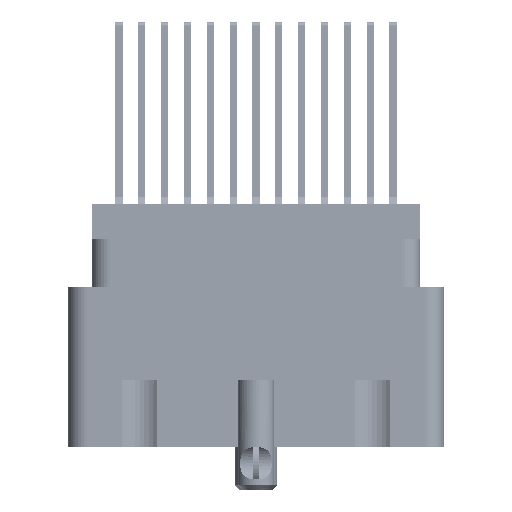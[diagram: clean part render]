
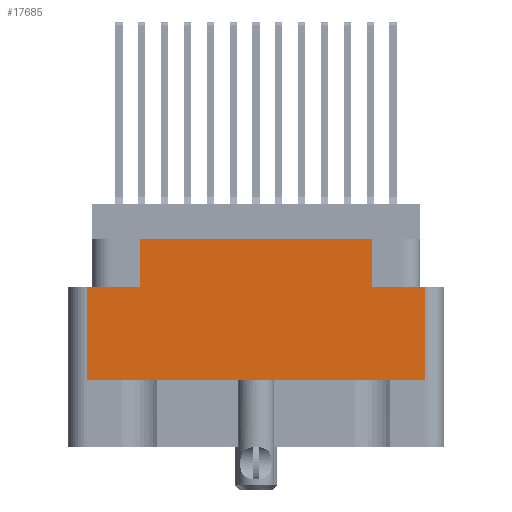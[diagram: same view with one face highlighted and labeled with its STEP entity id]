
A CAD part, left-side view. The second image highlights one B-rep face of the part: STEP entity #17685.
In plain terms, the highlighted planar face has unit normal (-1, 0, 0).
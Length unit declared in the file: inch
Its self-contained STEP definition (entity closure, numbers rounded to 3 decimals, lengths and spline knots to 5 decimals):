
#2281 = CARTESIAN_POINT ( 'NONE',  ( -1.359, 0., -0.274 ) ) ;
#6775 = EDGE_CURVE ( 'NONE', #48208, #63925, #28259, .T. ) ;
#7735 = VERTEX_POINT ( 'NONE', #15470 ) ;
#8282 = DIRECTION ( 'NONE',  ( 0., -1., 0. ) ) ;
#10254 = LINE ( 'NONE', #28691, #57520 ) ;
#10946 = VECTOR ( 'NONE', #53193, 39.37008 ) ;
#12353 = PLANE ( 'NONE',  #39593 ) ;
#12740 = VECTOR ( 'NONE', #76672, 39.37008 ) ;
#14133 = CARTESIAN_POINT ( 'NONE',  ( -1.359, -0.555, -0.798 ) ) ;
#15470 = CARTESIAN_POINT ( 'NONE',  ( -1.359, 0.3825, -0.274 ) ) ;
#16101 = FACE_OUTER_BOUND ( 'NONE', #18889, .T. ) ;
#17685 = ADVANCED_FACE ( 'NONE', ( #16101 ), #12353, .T. ) ;
#18179 = DIRECTION ( 'NONE',  ( -1., 0., 0. ) ) ;
#18889 = EDGE_LOOP ( 'NONE', ( #33781, #41869, #75862, #78967, #59245, #45114, #20364, #78629 ) ) ;
#19390 = VECTOR ( 'NONE', #28724, 39.37008 ) ;
#20296 = VECTOR ( 'NONE', #28251, 39.37008 ) ;
#20364 = ORIENTED_EDGE ( 'NONE', *, *, #6775, .F. ) ;
#21365 = CARTESIAN_POINT ( 'NONE',  ( -1.359, -0.555, -0.578 ) ) ;
#21667 = DIRECTION ( 'NONE',  ( 0., 0., 1. ) ) ;
#21941 = CARTESIAN_POINT ( 'NONE',  ( -1.359, 0.555, -0.274 ) ) ;
#21976 = EDGE_CURVE ( 'NONE', #59466, #41170, #60718, .T. ) ;
#25376 = DIRECTION ( 'NONE',  ( 0., 0., 1. ) ) ;
#26822 = LINE ( 'NONE', #14133, #37509 ) ;
#27781 = LINE ( 'NONE', #2281, #10946 ) ;
#27922 = LINE ( 'NONE', #47242, #46556 ) ;
#28251 = DIRECTION ( 'NONE',  ( 0., -1., 0. ) ) ;
#28257 = VECTOR ( 'NONE', #8282, 39.37008 ) ;
#28259 = LINE ( 'NONE', #65803, #20296 ) ;
#28691 = CARTESIAN_POINT ( 'NONE',  ( -1.359, 0.555, -0.798 ) ) ;
#28724 = DIRECTION ( 'NONE',  ( 0., -1., 0. ) ) ;
#28973 = DIRECTION ( 'NONE',  ( 0., 0., -1. ) ) ;
#30364 = VERTEX_POINT ( 'NONE', #62923 ) ;
#32132 = EDGE_CURVE ( 'NONE', #41170, #33072, #26822, .T. ) ;
#33072 = VERTEX_POINT ( 'NONE', #34482 ) ;
#33781 = ORIENTED_EDGE ( 'NONE', *, *, #76691, .F. ) ;
#34482 = CARTESIAN_POINT ( 'NONE',  ( -1.359, -0.555, -0.274 ) ) ;
#37509 = VECTOR ( 'NONE', #71905, 39.37008 ) ;
#39593 = AXIS2_PLACEMENT_3D ( 'NONE', #62126, #18179, #25376 ) ;
#40371 = EDGE_CURVE ( 'NONE', #30364, #63925, #72845, .T. ) ;
#41170 = VERTEX_POINT ( 'NONE', #21365 ) ;
#41601 = CARTESIAN_POINT ( 'NONE',  ( -1.359, 0., -0.274 ) ) ;
#41869 = ORIENTED_EDGE ( 'NONE', *, *, #49192, .T. ) ;
#45114 = ORIENTED_EDGE ( 'NONE', *, *, #40371, .T. ) ;
#46556 = VECTOR ( 'NONE', #21667, 39.37008 ) ;
#47242 = CARTESIAN_POINT ( 'NONE',  ( -1.359, 0.3825, -0.274 ) ) ;
#48208 = VERTEX_POINT ( 'NONE', #56127 ) ;
#49192 = EDGE_CURVE ( 'NONE', #70115, #59466, #10254, .T. ) ;
#53193 = DIRECTION ( 'NONE',  ( 0., -1., 0. ) ) ;
#56127 = CARTESIAN_POINT ( 'NONE',  ( -1.359, 0.3825, -0.117 ) ) ;
#57520 = VECTOR ( 'NONE', #28973, 39.37008 ) ;
#59245 = ORIENTED_EDGE ( 'NONE', *, *, #79983, .F. ) ;
#59466 = VERTEX_POINT ( 'NONE', #65953 ) ;
#60718 = LINE ( 'NONE', #62498, #28257 ) ;
#62126 = CARTESIAN_POINT ( 'NONE',  ( -1.359, -0.617, -0.798 ) ) ;
#62498 = CARTESIAN_POINT ( 'NONE',  ( -1.359, 0., -0.578 ) ) ;
#62923 = CARTESIAN_POINT ( 'NONE',  ( -1.359, -0.3825, -0.274 ) ) ;
#63925 = VERTEX_POINT ( 'NONE', #70229 ) ;
#65803 = CARTESIAN_POINT ( 'NONE',  ( -1.359, 0.617, -0.117 ) ) ;
#65953 = CARTESIAN_POINT ( 'NONE',  ( -1.359, 0.555, -0.578 ) ) ;
#69552 = LINE ( 'NONE', #41601, #19390 ) ;
#70115 = VERTEX_POINT ( 'NONE', #21941 ) ;
#70229 = CARTESIAN_POINT ( 'NONE',  ( -1.359, -0.3825, -0.117 ) ) ;
#71107 = CARTESIAN_POINT ( 'NONE',  ( -1.359, -0.3825, -0.274 ) ) ;
#71905 = DIRECTION ( 'NONE',  ( 0., 0., 1. ) ) ;
#72845 = LINE ( 'NONE', #71107, #12740 ) ;
#75862 = ORIENTED_EDGE ( 'NONE', *, *, #21976, .T. ) ;
#76672 = DIRECTION ( 'NONE',  ( 0., 0., 1. ) ) ;
#76691 = EDGE_CURVE ( 'NONE', #70115, #7735, #69552, .T. ) ;
#78629 = ORIENTED_EDGE ( 'NONE', *, *, #78751, .F. ) ;
#78751 = EDGE_CURVE ( 'NONE', #7735, #48208, #27922, .T. ) ;
#78967 = ORIENTED_EDGE ( 'NONE', *, *, #32132, .T. ) ;
#79983 = EDGE_CURVE ( 'NONE', #30364, #33072, #27781, .T. ) ;
